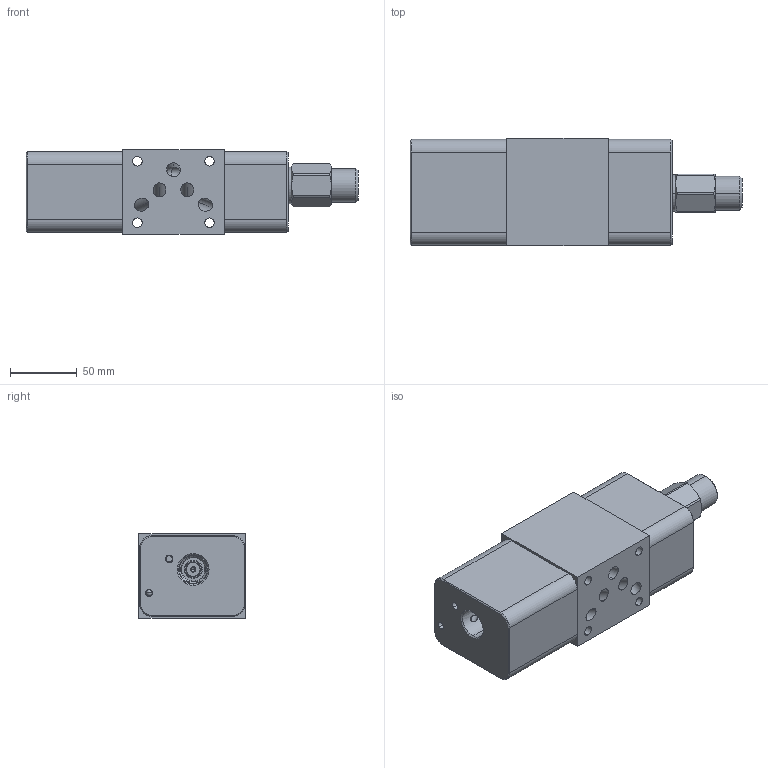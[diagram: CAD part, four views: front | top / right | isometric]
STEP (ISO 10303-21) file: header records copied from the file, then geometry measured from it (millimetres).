
FILE_DESCRIPTION((''),'2;1');
FILE_NAME('U6R_ASM','2021-11-01T',('ProEService'),(''),'PRO/ENGINEER BY PARAMETRIC TECHNOLOGY CORPORATION, 2014200','PRO/ENGINEER BY PARAMETRIC TECHNOLOGY CORPORATION, 2014200','');
FILE_SCHEMA(('CONFIG_CONTROL_DESIGN'));
Length unit declared in the file: inch
Products named in the file (5): 172-850; 850-004-218; FTDAXCN; 500-001-014; U6R_ASM
Assembly tree (10 placements, depth 2):
  U6R_ASM
    172-850
    850-004-218  x3
    FTDAXCN
    500-001-014  x5
Bounding box: 248.44 x 80.54 x 63.5 mm (x, y, z)
Volume: 888556.8 mm3; surface area: 135706 mm2
Topology: 14 solids, 14 shells, 724 faces, 1948 edges, 1430 vertices
Faces by surface type: cylinder 330, plane 126, cone 112, torus 100, revolution 34, sphere 22
Entity records: 28638 total; most frequent: CARTESIAN_POINT 11298, DIRECTION 3755, ORIENTED_EDGE 3224, EDGE_CURVE 1612, AXIS2_PLACEMENT_3D 1490, VERTEX_POINT 994, EDGE_LOOP 830, CIRCLE 799
